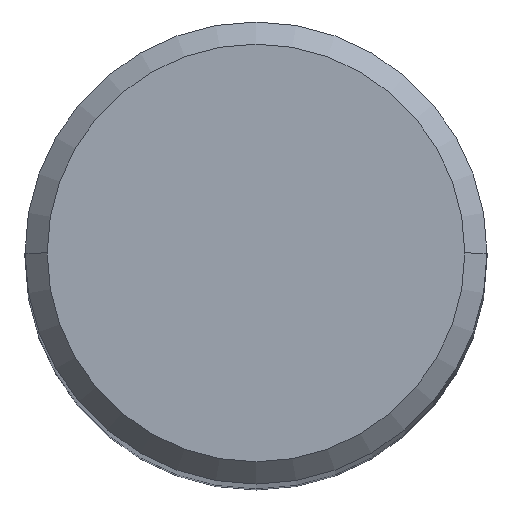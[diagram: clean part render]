
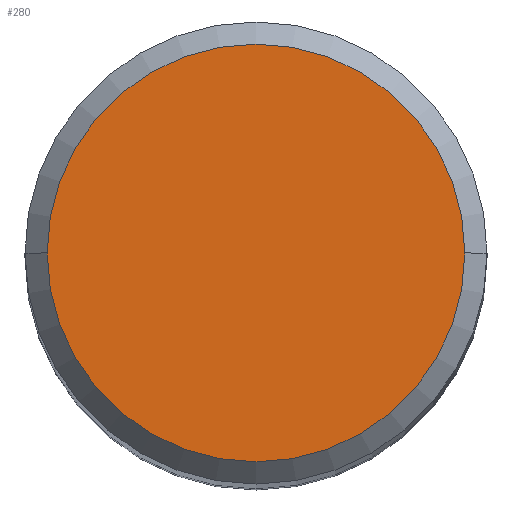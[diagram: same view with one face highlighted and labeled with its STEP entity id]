
A CAD part, top view. The second image highlights one B-rep face of the part: STEP entity #280.
In plain terms, the highlighted planar face has unit normal (0, 0, 1).
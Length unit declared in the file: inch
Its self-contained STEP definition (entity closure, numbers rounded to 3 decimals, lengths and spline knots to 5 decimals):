
#9 = CARTESIAN_POINT ( 'NONE',  ( 0., 0., 2.5 ) ) ;
#12 = EDGE_CURVE ( 'NONE', #33, #107, #151, .T. ) ;
#28 = FACE_OUTER_BOUND ( 'NONE', #175, .T. ) ;
#33 = VERTEX_POINT ( 'NONE', #140 ) ;
#66 = DIRECTION ( 'NONE',  ( 1., 0., 0. ) ) ;
#79 = AXIS2_PLACEMENT_3D ( 'NONE', #166, #192, #66 ) ;
#107 = VERTEX_POINT ( 'NONE', #319 ) ;
#116 = DIRECTION ( 'NONE',  ( 0., 0., 1. ) ) ;
#131 = PLANE ( 'NONE',  #317 ) ;
#140 = CARTESIAN_POINT ( 'NONE',  ( -0.14125, 0., 2.5 ) ) ;
#151 = CIRCLE ( 'NONE', #296, 0.14125 ) ;
#163 = DIRECTION ( 'NONE',  ( 1., 0., 0. ) ) ;
#166 = CARTESIAN_POINT ( 'NONE',  ( 0., 0., 2.5 ) ) ;
#175 = EDGE_LOOP ( 'NONE', ( #295, #270 ) ) ;
#192 = DIRECTION ( 'NONE',  ( 0., 0., 1. ) ) ;
#206 = CARTESIAN_POINT ( 'NONE',  ( 0., 0., 2.5 ) ) ;
#270 = ORIENTED_EDGE ( 'NONE', *, *, #325, .T. ) ;
#280 = ADVANCED_FACE ( 'NONE', ( #28 ), #131, .T. ) ;
#295 = ORIENTED_EDGE ( 'NONE', *, *, #12, .T. ) ;
#296 = AXIS2_PLACEMENT_3D ( 'NONE', #9, #116, #163 ) ;
#310 = DIRECTION ( 'NONE',  ( 0., 0., 1. ) ) ;
#317 = AXIS2_PLACEMENT_3D ( 'NONE', #206, #310, #342 ) ;
#319 = CARTESIAN_POINT ( 'NONE',  ( 0.14125, 0., 2.5 ) ) ;
#325 = EDGE_CURVE ( 'NONE', #107, #33, #344, .T. ) ;
#342 = DIRECTION ( 'NONE',  ( 1., 0., 0. ) ) ;
#344 = CIRCLE ( 'NONE', #79, 0.14125 ) ;
